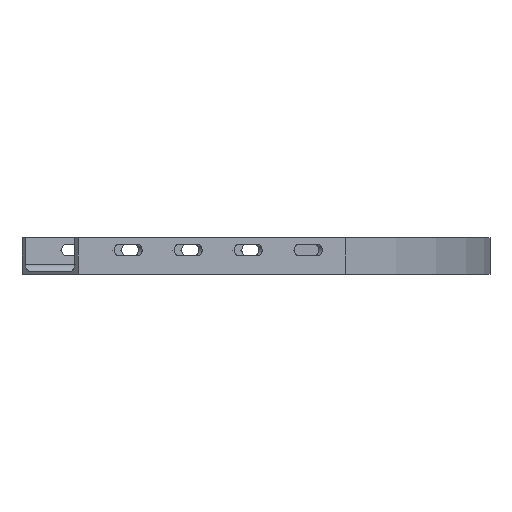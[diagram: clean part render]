
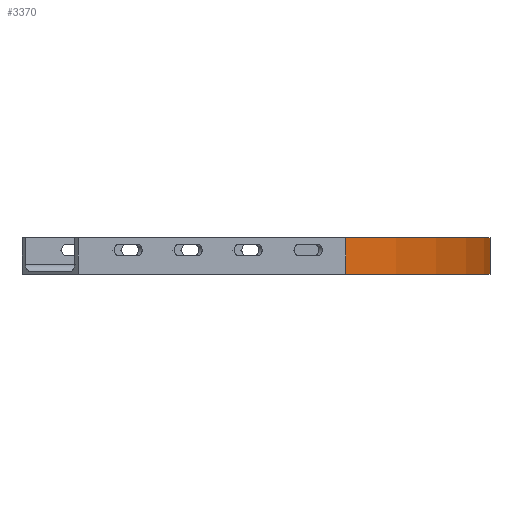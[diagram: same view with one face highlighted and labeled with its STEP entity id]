
A CAD part, left-side view. The second image highlights one B-rep face of the part: STEP entity #3370.
In plain terms, the highlighted cylindrical face has radius 870 mm (diameter 1740 mm), a partial arc.
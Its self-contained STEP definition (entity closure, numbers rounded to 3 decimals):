
#53 = CARTESIAN_POINT ( 'NONE',  ( 331.371, 800., 65. ) ) ;
#95 = VERTEX_POINT ( 'NONE', #1292 ) ;
#145 = DIRECTION ( 'NONE',  ( -0.707, -0.707, 0. ) ) ;
#319 = CARTESIAN_POINT ( 'NONE',  ( -283.812, 184.817, 65. ) ) ;
#403 = CARTESIAN_POINT ( 'NONE',  ( -283.812, 184.817, 0. ) ) ;
#423 = LINE ( 'NONE', #403, #1305 ) ;
#525 = EDGE_CURVE ( 'NONE', #940, #95, #423, .T. ) ;
#940 = VERTEX_POINT ( 'NONE', #319 ) ;
#1138 = FACE_OUTER_BOUND ( 'NONE', #3385, .T. ) ;
#1292 = CARTESIAN_POINT ( 'NONE',  ( -283.812, 184.817, 0. ) ) ;
#1305 = VECTOR ( 'NONE', #3737, 1000. ) ;
#1307 = ORIENTED_EDGE ( 'NONE', *, *, #525, .T. ) ;
#1317 = AXIS2_PLACEMENT_3D ( 'NONE', #53, #2626, #3263 ) ;
#1516 = EDGE_CURVE ( 'NONE', #940, #1632, #1935, .T. ) ;
#1632 = VERTEX_POINT ( 'NONE', #2663 ) ;
#1802 = CYLINDRICAL_SURFACE ( 'NONE', #1803, 870. ) ;
#1803 = AXIS2_PLACEMENT_3D ( 'NONE', #4146, #2525, #1824 ) ;
#1824 = DIRECTION ( 'NONE',  ( 1., 0., 0. ) ) ;
#1935 = CIRCLE ( 'NONE', #1317, 870. ) ;
#2018 = CIRCLE ( 'NONE', #2081, 870. ) ;
#2037 = DIRECTION ( 'NONE',  ( 0., 0., 1. ) ) ;
#2081 = AXIS2_PLACEMENT_3D ( 'NONE', #3349, #3386, #145 ) ;
#2096 = LINE ( 'NONE', #2398, #2226 ) ;
#2226 = VECTOR ( 'NONE', #2037, 1000. ) ;
#2398 = CARTESIAN_POINT ( 'NONE',  ( 331.371, -70., 0. ) ) ;
#2525 = DIRECTION ( 'NONE',  ( 0., 0., 1. ) ) ;
#2562 = EDGE_CURVE ( 'NONE', #95, #2774, #2018, .T. ) ;
#2593 = ORIENTED_EDGE ( 'NONE', *, *, #1516, .F. ) ;
#2626 = DIRECTION ( 'NONE',  ( 0., 0., 1. ) ) ;
#2663 = CARTESIAN_POINT ( 'NONE',  ( 331.371, -70., 65. ) ) ;
#2774 = VERTEX_POINT ( 'NONE', #3235 ) ;
#2823 = EDGE_CURVE ( 'NONE', #2774, #1632, #2096, .T. ) ;
#3235 = CARTESIAN_POINT ( 'NONE',  ( 331.371, -70., 0. ) ) ;
#3263 = DIRECTION ( 'NONE',  ( -0.707, -0.707, 0. ) ) ;
#3349 = CARTESIAN_POINT ( 'NONE',  ( 331.371, 800., 0. ) ) ;
#3370 = ADVANCED_FACE ( 'NONE', ( #1138 ), #1802, .T. ) ;
#3385 = EDGE_LOOP ( 'NONE', ( #2593, #1307, #3793, #4117 ) ) ;
#3386 = DIRECTION ( 'NONE',  ( 0., 0., 1. ) ) ;
#3737 = DIRECTION ( 'NONE',  ( 0., 0., -1. ) ) ;
#3793 = ORIENTED_EDGE ( 'NONE', *, *, #2562, .T. ) ;
#4117 = ORIENTED_EDGE ( 'NONE', *, *, #2823, .T. ) ;
#4146 = CARTESIAN_POINT ( 'NONE',  ( 331.371, 800., 0. ) ) ;
